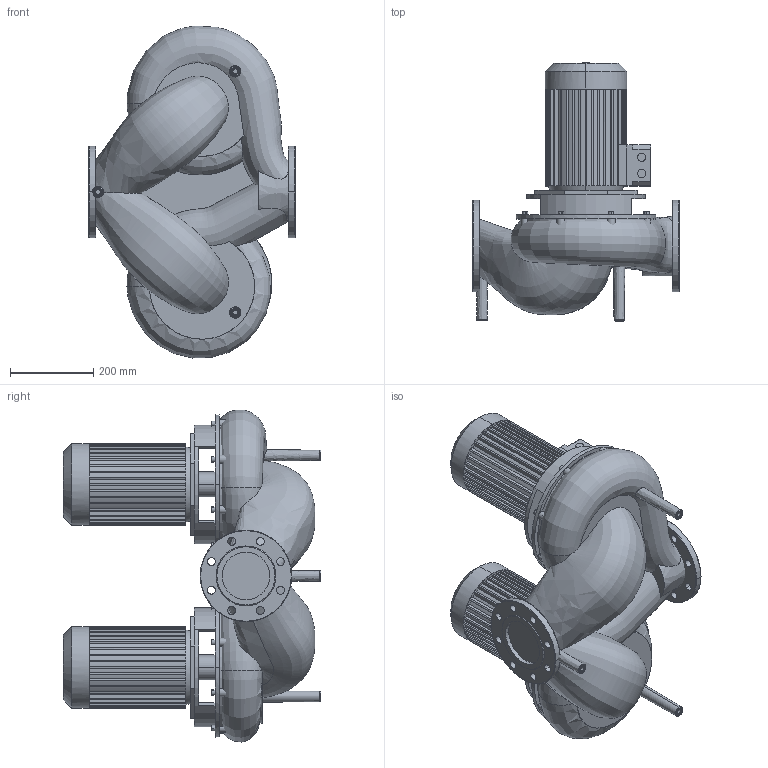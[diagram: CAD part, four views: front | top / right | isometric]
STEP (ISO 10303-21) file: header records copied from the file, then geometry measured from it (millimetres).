
FILE_DESCRIPTION((''),'2;1');
FILE_NAME('3d_DPL100_175-3_4-2121238.stp','2016-08-24T11:00:18',(''),(''),'Mechanical Desktop 2009','Mechanical Desktop 2009',', , ');
FILE_SCHEMA(('CONFIG_CONTROL_DESIGN'));
Length unit declared in the file: millimetre
Products named in the file (1): Product
Bounding box: 500 x 619.69 x 798.63 mm (x, y, z)
Volume: 68120269.1 mm3; surface area: 2795915.8 mm2
Topology: 17 solids, 17 shells, 988 faces, 2498 edges, 1591 vertices
Faces by surface type: plane 510, bspline 236, cylinder 228, cone 10, torus 4
Entity records: 56462 total; most frequent: CARTESIAN_POINT 32823, ORIENTED_EDGE 4988, DIRECTION 4801, EDGE_CURVE 2494, AXIS2_PLACEMENT_3D 1712, VERTEX_POINT 1589, VECTOR 1377, LINE 1377
